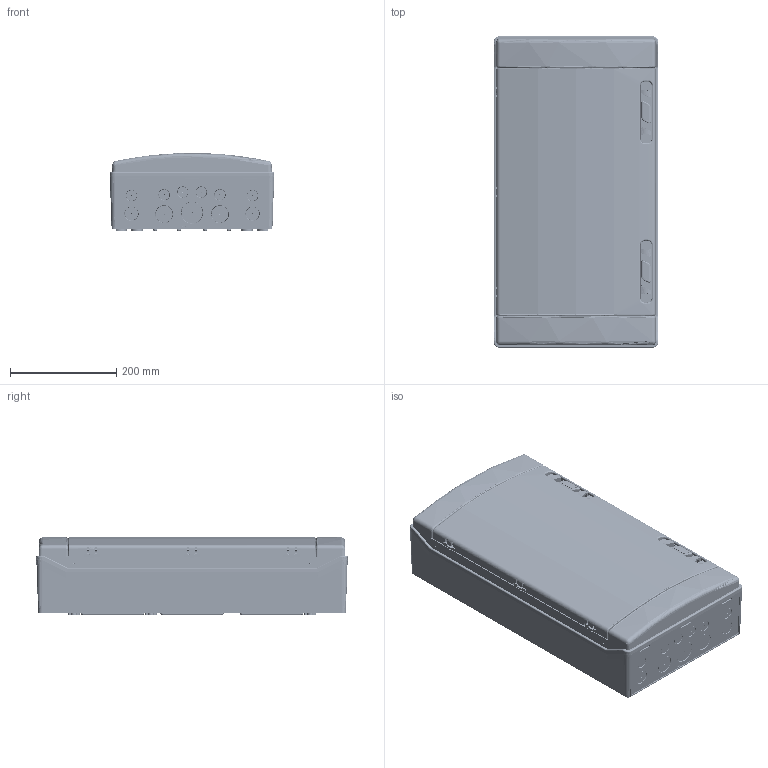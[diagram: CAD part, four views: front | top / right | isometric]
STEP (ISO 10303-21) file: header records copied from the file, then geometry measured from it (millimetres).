
FILE_DESCRIPTION((''),'2;1');
FILE_NAME('MODAB363PN','2018-01-05T',('antti_kumpulainen'),(''),'CREO PARAMETRIC BY PTC INC, 2015290','CREO PARAMETRIC BY PTC INC, 2015290','');
FILE_SCHEMA(('AUTOMOTIVE_DESIGN { 1 0 10303 214 1 1 1 1 }'));
Products named in the file (1): MODAB363PN
Bounding box: 309.72 x 586.2 x 147 mm (x, y, z)
Volume: 1720.9 mm3; surface area: 2068809.5 mm2
Topology: 2 solids, 34 shells, 6300 faces, 17323 edges, 11097 vertices
Faces by surface type: plane 3199, cylinder 1170, cone 990, bspline 626, torus 163, sphere 106, extrusion 46
Entity records: 323919 total; most frequent: CARTESIAN_POINT 89883, ORIENTED_EDGE 33473, DIRECTION 28407, EDGE_CURVE 17152, PRESENTATION_STYLE_ASSIGNMENT 11206, VERTEX_POINT 11096, FILL_AREA_STYLE_COLOUR 10795, FILL_AREA_STYLE 10795
